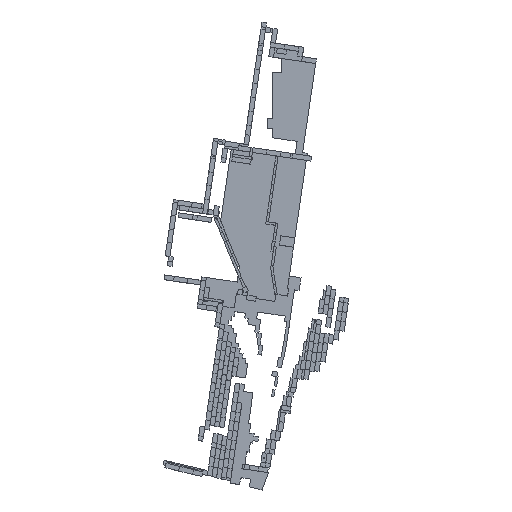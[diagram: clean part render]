
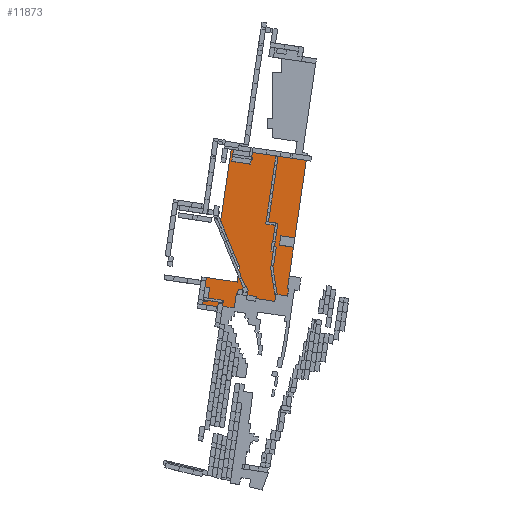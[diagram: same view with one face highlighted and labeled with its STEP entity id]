
A CAD part, top view. The second image highlights one B-rep face of the part: STEP entity #11873.
In plain terms, the highlighted planar face has unit normal (0, 0, 1).
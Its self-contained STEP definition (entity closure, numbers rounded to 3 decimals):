
#11845=AXIS2_PLACEMENT_3D('Plane Axis2P3D',#11842,#11843,#11844) ;
#11077=CARTESIAN_POINT('Vertex',(-75527.824,124120.368,800.)) ;
#11091=CARTESIAN_POINT('Vertex',(-88192.176,125978.892,800.)) ;
#11094=CARTESIAN_POINT('Line Origine',(-81860.,125049.63,800.)) ;
#11122=CARTESIAN_POINT('Vertex',(-89963.583,113908.179,800.)) ;
#11125=CARTESIAN_POINT('Line Origine',(-89077.88,119943.536,800.)) ;
#11153=CARTESIAN_POINT('Vertex',(-86812.824,106168.681,800.)) ;
#11156=CARTESIAN_POINT('Line Origine',(-88388.203,110038.43,800.)) ;
#11184=CARTESIAN_POINT('Vertex',(-87190.337,103596.234,800.)) ;
#11187=CARTESIAN_POINT('Line Origine',(-87001.58,104882.458,800.)) ;
#11215=CARTESIAN_POINT('Vertex',(-92375.921,104357.231,800.)) ;
#11218=CARTESIAN_POINT('Line Origine',(-89783.129,103976.733,800.)) ;
#11246=CARTESIAN_POINT('Vertex',(-93043.828,99805.979,800.)) ;
#11249=CARTESIAN_POINT('Line Origine',(-92709.874,102081.605,800.)) ;
#11277=CARTESIAN_POINT('Vertex',(-90471.381,99428.466,800.)) ;
#11280=CARTESIAN_POINT('Line Origine',(-91757.604,99617.222,800.)) ;
#11308=CARTESIAN_POINT('Vertex',(-90384.262,100022.107,800.)) ;
#11311=CARTESIAN_POINT('Line Origine',(-90427.822,99725.287,800.)) ;
#11339=CARTESIAN_POINT('Vertex',(-89592.74,99905.95,800.)) ;
#11342=CARTESIAN_POINT('Line Origine',(-89988.501,99964.028,800.)) ;
#11370=CARTESIAN_POINT('Vertex',(-89650.819,99510.188,800.)) ;
#11373=CARTESIAN_POINT('Line Origine',(-89621.78,99708.069,800.)) ;
#11401=CARTESIAN_POINT('Vertex',(-87672.014,99219.794,800.)) ;
#11404=CARTESIAN_POINT('Line Origine',(-88661.416,99364.991,800.)) ;
#11432=CARTESIAN_POINT('Vertex',(-87323.54,101594.361,800.)) ;
#11435=CARTESIAN_POINT('Line Origine',(-87497.777,100407.077,800.)) ;
#11463=CARTESIAN_POINT('Vertex',(-87125.66,101565.321,800.)) ;
#11466=CARTESIAN_POINT('Line Origine',(-87224.6,101579.841,800.)) ;
#11494=CARTESIAN_POINT('Vertex',(-87009.502,102356.843,800.)) ;
#11497=CARTESIAN_POINT('Line Origine',(-87067.581,101961.082,800.)) ;
#11525=CARTESIAN_POINT('Vertex',(-85426.458,102124.528,800.)) ;
#11528=CARTESIAN_POINT('Line Origine',(-86217.98,102240.685,800.)) ;
#11556=CARTESIAN_POINT('Vertex',(-85536.808,101372.58,800.)) ;
#11559=CARTESIAN_POINT('Line Origine',(-85481.633,101748.554,800.)) ;
#11587=CARTESIAN_POINT('Vertex',(-83953.763,101140.265,800.)) ;
#11590=CARTESIAN_POINT('Line Origine',(-84745.285,101256.423,800.)) ;
#11618=CARTESIAN_POINT('Vertex',(-84003.13,100803.868,800.)) ;
#11621=CARTESIAN_POINT('Line Origine',(-83978.447,100972.066,800.)) ;
#11649=CARTESIAN_POINT('Vertex',(-80837.042,100339.237,800.)) ;
#11652=CARTESIAN_POINT('Line Origine',(-82420.086,100571.552,800.)) ;
#11680=CARTESIAN_POINT('Vertex',(-80662.805,101526.52,800.)) ;
#11683=CARTESIAN_POINT('Line Origine',(-80749.923,100932.878,800.)) ;
#11711=CARTESIAN_POINT('Vertex',(-78683.999,101236.125,800.)) ;
#11714=CARTESIAN_POINT('Line Origine',(-79673.402,101381.323,800.)) ;
#11742=CARTESIAN_POINT('Vertex',(-78495.243,102522.349,800.)) ;
#11745=CARTESIAN_POINT('Line Origine',(-78589.621,101879.237,800.)) ;
#11773=CARTESIAN_POINT('Vertex',(-78693.124,102551.388,800.)) ;
#11776=CARTESIAN_POINT('Line Origine',(-78594.183,102536.869,800.)) ;
#11798=CARTESIAN_POINT('Line Origine',(-77110.474,113335.878,800.)) ;
#11842=CARTESIAN_POINT('Axis2P3D Location',(0.,0.,800.)) ;
#11095=DIRECTION('Vector Direction',(-0.989,0.145,0.)) ;
#11126=DIRECTION('Vector Direction',(-0.145,-0.989,0.)) ;
#11157=DIRECTION('Vector Direction',(0.377,-0.926,0.)) ;
#11188=DIRECTION('Vector Direction',(-0.145,-0.989,0.)) ;
#11219=DIRECTION('Vector Direction',(-0.989,0.145,0.)) ;
#11250=DIRECTION('Vector Direction',(-0.145,-0.989,0.)) ;
#11281=DIRECTION('Vector Direction',(0.989,-0.145,0.)) ;
#11312=DIRECTION('Vector Direction',(0.145,0.989,0.)) ;
#11343=DIRECTION('Vector Direction',(0.989,-0.145,0.)) ;
#11374=DIRECTION('Vector Direction',(-0.145,-0.989,0.)) ;
#11405=DIRECTION('Vector Direction',(0.989,-0.145,0.)) ;
#11436=DIRECTION('Vector Direction',(-0.145,-0.989,0.)) ;
#11467=DIRECTION('Vector Direction',(-0.989,0.145,0.)) ;
#11498=DIRECTION('Vector Direction',(-0.145,-0.989,0.)) ;
#11529=DIRECTION('Vector Direction',(0.989,-0.145,0.)) ;
#11560=DIRECTION('Vector Direction',(0.145,0.989,0.)) ;
#11591=DIRECTION('Vector Direction',(-0.989,0.145,0.)) ;
#11622=DIRECTION('Vector Direction',(0.145,0.989,0.)) ;
#11653=DIRECTION('Vector Direction',(-0.989,0.145,0.)) ;
#11684=DIRECTION('Vector Direction',(-0.145,-0.989,0.)) ;
#11715=DIRECTION('Vector Direction',(-0.989,0.145,0.)) ;
#11746=DIRECTION('Vector Direction',(-0.145,-0.989,0.)) ;
#11777=DIRECTION('Vector Direction',(0.989,-0.145,0.)) ;
#11799=DIRECTION('Vector Direction',(0.145,0.989,0.)) ;
#11843=DIRECTION('Axis2P3D Direction',(0.,0.,1.)) ;
#11844=DIRECTION('Axis2P3D XDirection',(1.,0.,0.)) ;
#11096=VECTOR('Line Direction',#11095,1.) ;
#11127=VECTOR('Line Direction',#11126,1.) ;
#11158=VECTOR('Line Direction',#11157,1.) ;
#11189=VECTOR('Line Direction',#11188,1.) ;
#11220=VECTOR('Line Direction',#11219,1.) ;
#11251=VECTOR('Line Direction',#11250,1.) ;
#11282=VECTOR('Line Direction',#11281,1.) ;
#11313=VECTOR('Line Direction',#11312,1.) ;
#11344=VECTOR('Line Direction',#11343,1.) ;
#11375=VECTOR('Line Direction',#11374,1.) ;
#11406=VECTOR('Line Direction',#11405,1.) ;
#11437=VECTOR('Line Direction',#11436,1.) ;
#11468=VECTOR('Line Direction',#11467,1.) ;
#11499=VECTOR('Line Direction',#11498,1.) ;
#11530=VECTOR('Line Direction',#11529,1.) ;
#11561=VECTOR('Line Direction',#11560,1.) ;
#11592=VECTOR('Line Direction',#11591,1.) ;
#11623=VECTOR('Line Direction',#11622,1.) ;
#11654=VECTOR('Line Direction',#11653,1.) ;
#11685=VECTOR('Line Direction',#11684,1.) ;
#11716=VECTOR('Line Direction',#11715,1.) ;
#11747=VECTOR('Line Direction',#11746,1.) ;
#11778=VECTOR('Line Direction',#11777,1.) ;
#11800=VECTOR('Line Direction',#11799,1.) ;
#11848=ORIENTED_EDGE('',*,*,#11098,.T.) ;
#11849=ORIENTED_EDGE('',*,*,#11129,.T.) ;
#11850=ORIENTED_EDGE('',*,*,#11160,.T.) ;
#11851=ORIENTED_EDGE('',*,*,#11191,.T.) ;
#11852=ORIENTED_EDGE('',*,*,#11222,.T.) ;
#11853=ORIENTED_EDGE('',*,*,#11253,.T.) ;
#11854=ORIENTED_EDGE('',*,*,#11284,.T.) ;
#11855=ORIENTED_EDGE('',*,*,#11315,.T.) ;
#11856=ORIENTED_EDGE('',*,*,#11346,.T.) ;
#11857=ORIENTED_EDGE('',*,*,#11377,.T.) ;
#11858=ORIENTED_EDGE('',*,*,#11408,.T.) ;
#11859=ORIENTED_EDGE('',*,*,#11439,.T.) ;
#11860=ORIENTED_EDGE('',*,*,#11470,.T.) ;
#11861=ORIENTED_EDGE('',*,*,#11501,.T.) ;
#11862=ORIENTED_EDGE('',*,*,#11532,.T.) ;
#11863=ORIENTED_EDGE('',*,*,#11563,.T.) ;
#11864=ORIENTED_EDGE('',*,*,#11594,.T.) ;
#11865=ORIENTED_EDGE('',*,*,#11625,.T.) ;
#11866=ORIENTED_EDGE('',*,*,#11656,.T.) ;
#11867=ORIENTED_EDGE('',*,*,#11687,.T.) ;
#11868=ORIENTED_EDGE('',*,*,#11718,.T.) ;
#11869=ORIENTED_EDGE('',*,*,#11749,.T.) ;
#11870=ORIENTED_EDGE('',*,*,#11780,.T.) ;
#11871=ORIENTED_EDGE('',*,*,#11802,.T.) ;
#11873=ADVANCED_FACE('PartBody',(#11872),#11846,.T.) ;
#11098=EDGE_CURVE('',#11078,#11092,#11097,.T.) ;
#11129=EDGE_CURVE('',#11092,#11123,#11128,.T.) ;
#11160=EDGE_CURVE('',#11123,#11154,#11159,.T.) ;
#11191=EDGE_CURVE('',#11154,#11185,#11190,.T.) ;
#11222=EDGE_CURVE('',#11185,#11216,#11221,.T.) ;
#11253=EDGE_CURVE('',#11216,#11247,#11252,.T.) ;
#11284=EDGE_CURVE('',#11247,#11278,#11283,.T.) ;
#11315=EDGE_CURVE('',#11278,#11309,#11314,.T.) ;
#11346=EDGE_CURVE('',#11309,#11340,#11345,.T.) ;
#11377=EDGE_CURVE('',#11340,#11371,#11376,.T.) ;
#11408=EDGE_CURVE('',#11371,#11402,#11407,.T.) ;
#11439=EDGE_CURVE('',#11402,#11433,#11438,.F.) ;
#11470=EDGE_CURVE('',#11433,#11464,#11469,.F.) ;
#11501=EDGE_CURVE('',#11464,#11495,#11500,.F.) ;
#11532=EDGE_CURVE('',#11495,#11526,#11531,.T.) ;
#11563=EDGE_CURVE('',#11526,#11557,#11562,.F.) ;
#11594=EDGE_CURVE('',#11557,#11588,#11593,.F.) ;
#11625=EDGE_CURVE('',#11588,#11619,#11624,.F.) ;
#11656=EDGE_CURVE('',#11619,#11650,#11655,.F.) ;
#11687=EDGE_CURVE('',#11650,#11681,#11686,.F.) ;
#11718=EDGE_CURVE('',#11681,#11712,#11717,.F.) ;
#11749=EDGE_CURVE('',#11712,#11743,#11748,.F.) ;
#11780=EDGE_CURVE('',#11743,#11774,#11779,.F.) ;
#11802=EDGE_CURVE('',#11774,#11078,#11801,.T.) ;
#11847=EDGE_LOOP('',(#11848,#11849,#11850,#11851,#11852,#11853,#11854,#11855,#11856,#11857,#11858,#11859,#11860,#11861,#11862,#11863,#11864,#11865,#11866,#11867,#11868,#11869,#11870,#11871)) ;
#11872=FACE_OUTER_BOUND('',#11847,.T.) ;
#11097=LINE('Line',#11094,#11096) ;
#11128=LINE('Line',#11125,#11127) ;
#11159=LINE('Line',#11156,#11158) ;
#11190=LINE('Line',#11187,#11189) ;
#11221=LINE('Line',#11218,#11220) ;
#11252=LINE('Line',#11249,#11251) ;
#11283=LINE('Line',#11280,#11282) ;
#11314=LINE('Line',#11311,#11313) ;
#11345=LINE('Line',#11342,#11344) ;
#11376=LINE('Line',#11373,#11375) ;
#11407=LINE('Line',#11404,#11406) ;
#11438=LINE('Line',#11435,#11437) ;
#11469=LINE('Line',#11466,#11468) ;
#11500=LINE('Line',#11497,#11499) ;
#11531=LINE('Line',#11528,#11530) ;
#11562=LINE('Line',#11559,#11561) ;
#11593=LINE('Line',#11590,#11592) ;
#11624=LINE('Line',#11621,#11623) ;
#11655=LINE('Line',#11652,#11654) ;
#11686=LINE('Line',#11683,#11685) ;
#11717=LINE('Line',#11714,#11716) ;
#11748=LINE('Line',#11745,#11747) ;
#11779=LINE('Line',#11776,#11778) ;
#11801=LINE('Line',#11798,#11800) ;
#11846=PLANE('',#11845) ;
#11078=VERTEX_POINT('',#11077) ;
#11092=VERTEX_POINT('',#11091) ;
#11123=VERTEX_POINT('',#11122) ;
#11154=VERTEX_POINT('',#11153) ;
#11185=VERTEX_POINT('',#11184) ;
#11216=VERTEX_POINT('',#11215) ;
#11247=VERTEX_POINT('',#11246) ;
#11278=VERTEX_POINT('',#11277) ;
#11309=VERTEX_POINT('',#11308) ;
#11340=VERTEX_POINT('',#11339) ;
#11371=VERTEX_POINT('',#11370) ;
#11402=VERTEX_POINT('',#11401) ;
#11433=VERTEX_POINT('',#11432) ;
#11464=VERTEX_POINT('',#11463) ;
#11495=VERTEX_POINT('',#11494) ;
#11526=VERTEX_POINT('',#11525) ;
#11557=VERTEX_POINT('',#11556) ;
#11588=VERTEX_POINT('',#11587) ;
#11619=VERTEX_POINT('',#11618) ;
#11650=VERTEX_POINT('',#11649) ;
#11681=VERTEX_POINT('',#11680) ;
#11712=VERTEX_POINT('',#11711) ;
#11743=VERTEX_POINT('',#11742) ;
#11774=VERTEX_POINT('',#11773) ;
